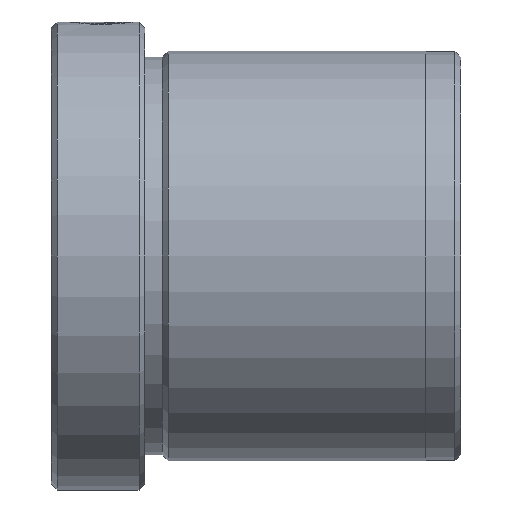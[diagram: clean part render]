
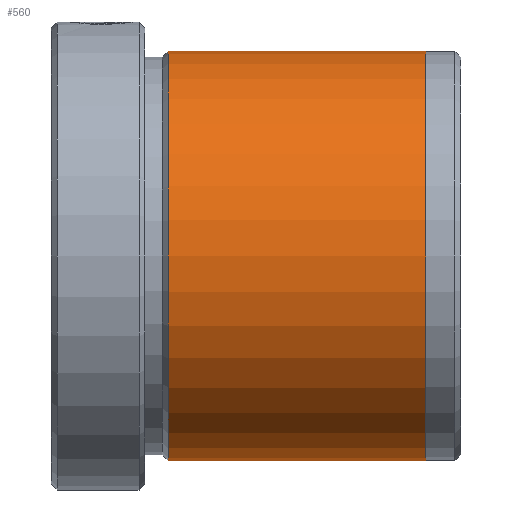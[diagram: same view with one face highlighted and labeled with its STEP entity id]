
A CAD part, left-side view. The second image highlights one B-rep face of the part: STEP entity #560.
In plain terms, the highlighted cylindrical face has radius 17.5 mm (diameter 35 mm), a partial arc.
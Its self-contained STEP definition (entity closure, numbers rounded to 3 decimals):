
#63 = AXIS2_PLACEMENT_3D ( 'NONE', #772, #238, #110 ) ;
#108 = VERTEX_POINT ( 'NONE', #1611 ) ;
#110 = DIRECTION ( 'NONE',  ( 0., 0., 1. ) ) ;
#238 = DIRECTION ( 'NONE',  ( 0., 1., 0. ) ) ;
#274 = CARTESIAN_POINT ( 'NONE',  ( 0., -32., -17.5 ) ) ;
#278 = ORIENTED_EDGE ( 'NONE', *, *, #1330, .F. ) ;
#292 = EDGE_CURVE ( 'NONE', #1282, #108, #1246, .T. ) ;
#320 = FACE_OUTER_BOUND ( 'NONE', #1481, .T. ) ;
#456 = DIRECTION ( 'NONE',  ( 0., 0., 1. ) ) ;
#494 = VECTOR ( 'NONE', #1180, 1000. ) ;
#547 = DIRECTION ( 'NONE',  ( 0., -1., 0. ) ) ;
#558 = AXIS2_PLACEMENT_3D ( 'NONE', #1402, #1541, #456 ) ;
#560 = ADVANCED_FACE ( 'NONE', ( #320 ), #1626, .T. ) ;
#596 = LINE ( 'NONE', #690, #1286 ) ;
#690 = CARTESIAN_POINT ( 'NONE',  ( 0., 0., 17.5 ) ) ;
#772 = CARTESIAN_POINT ( 'NONE',  ( 0., -10., 0. ) ) ;
#783 = CIRCLE ( 'NONE', #1706, 17.5 ) ;
#826 = DIRECTION ( 'NONE',  ( 0., 1., 0. ) ) ;
#839 = ORIENTED_EDGE ( 'NONE', *, *, #292, .F. ) ;
#872 = EDGE_CURVE ( 'NONE', #1510, #1282, #1673, .T. ) ;
#937 = ORIENTED_EDGE ( 'NONE', *, *, #872, .F. ) ;
#1044 = CARTESIAN_POINT ( 'NONE',  ( 0., 0., -17.5 ) ) ;
#1180 = DIRECTION ( 'NONE',  ( 0., 1., 0. ) ) ;
#1204 = CARTESIAN_POINT ( 'NONE',  ( 0., -10., -17.5 ) ) ;
#1246 = CIRCLE ( 'NONE', #63, 17.5 ) ;
#1282 = VERTEX_POINT ( 'NONE', #1204 ) ;
#1286 = VECTOR ( 'NONE', #826, 1000. ) ;
#1330 = EDGE_CURVE ( 'NONE', #1339, #1510, #783, .T. ) ;
#1339 = VERTEX_POINT ( 'NONE', #1499 ) ;
#1372 = CARTESIAN_POINT ( 'NONE',  ( 0., -32., 0. ) ) ;
#1402 = CARTESIAN_POINT ( 'NONE',  ( 0., 0., 0. ) ) ;
#1481 = EDGE_LOOP ( 'NONE', ( #937, #278, #1726, #839 ) ) ;
#1499 = CARTESIAN_POINT ( 'NONE',  ( 0., -32., 17.5 ) ) ;
#1507 = DIRECTION ( 'NONE',  ( 0., 0., -1. ) ) ;
#1510 = VERTEX_POINT ( 'NONE', #274 ) ;
#1541 = DIRECTION ( 'NONE',  ( 0., 1., 0. ) ) ;
#1607 = EDGE_CURVE ( 'NONE', #1339, #108, #596, .T. ) ;
#1611 = CARTESIAN_POINT ( 'NONE',  ( 0., -10., 17.5 ) ) ;
#1626 = CYLINDRICAL_SURFACE ( 'NONE', #558, 17.5 ) ;
#1673 = LINE ( 'NONE', #1044, #494 ) ;
#1706 = AXIS2_PLACEMENT_3D ( 'NONE', #1372, #547, #1507 ) ;
#1726 = ORIENTED_EDGE ( 'NONE', *, *, #1607, .T. ) ;
